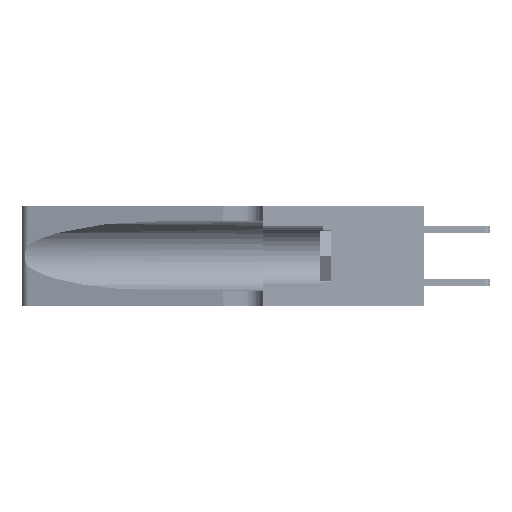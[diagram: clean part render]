
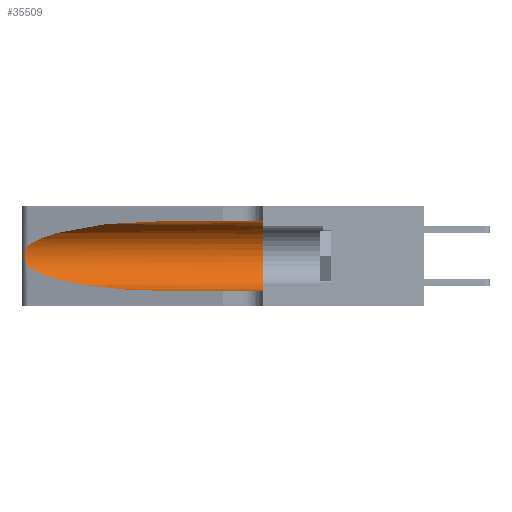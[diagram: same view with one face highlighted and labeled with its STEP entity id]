
A CAD part, left-side view. The second image highlights one B-rep face of the part: STEP entity #35509.
In plain terms, the highlighted cylindrical face has radius 3.308 mm (diameter 6.617 mm), a partial arc.
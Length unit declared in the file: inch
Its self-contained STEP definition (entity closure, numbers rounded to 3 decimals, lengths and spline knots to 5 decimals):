
#119 = CARTESIAN_POINT ( 'NONE',  ( 0.26017, 1.23833, 0.17102 ) ) ;
#814 = DIRECTION ( 'NONE',  ( 0., -1., 0. ) ) ;
#3154 = CARTESIAN_POINT ( 'NONE',  ( 0.25555, 1.22994, 0.2215 ) ) ;
#3298 = CARTESIAN_POINT ( 'NONE',  ( 0.25787, 1.23484, 0.2124 ) ) ;
#3332 = VECTOR ( 'NONE', #814, 39.37008 ) ;
#3462 = VERTEX_POINT ( 'NONE', #27984 ) ;
#4246 = VERTEX_POINT ( 'NONE', #19896 ) ;
#6438 = CARTESIAN_POINT ( 'NONE',  ( 0.25555, 1.22993, 0.14849 ) ) ;
#7797 = EDGE_CURVE ( 'NONE', #37470, #3462, #33267, .T. ) ;
#8646 = CARTESIAN_POINT ( 'NONE',  ( 0.25487, 1.22718, 0.14631 ) ) ;
#8844 = EDGE_CURVE ( 'NONE', #3462, #9418, #27031, .T. ) ;
#8992 = CARTESIAN_POINT ( 'NONE',  ( 0.1305, 0.72297, 0.31525 ) ) ;
#9418 = VERTEX_POINT ( 'NONE', #19347 ) ;
#9742 =( BOUNDED_CURVE ( )  B_SPLINE_CURVE ( 3, ( #40699, #17112, #27142, #24287 ),
 .UNSPECIFIED., .F., .F. ) 
 B_SPLINE_CURVE_WITH_KNOTS ( ( 4, 4 ),
 ( 1.5708, 2.84003 ),
 .UNSPECIFIED. ) 
 CURVE ( )  GEOMETRIC_REPRESENTATION_ITEM ( )  RATIONAL_B_SPLINE_CURVE ( ( 1., 0.87, 0.87, 1. ) ) 
 REPRESENTATION_ITEM ( '' )  );
#10891 = ORIENTED_EDGE ( 'NONE', *, *, #8844, .T. ) ;
#10936 = EDGE_CURVE ( 'NONE', #27603, #9418, #21554, .T. ) ;
#11257 = CARTESIAN_POINT ( 'NONE',  ( 0.1305, 1.61858, 0.31525 ) ) ;
#11920 = CARTESIAN_POINT ( 'NONE',  ( 0.25487, 1.22718, 0.14631 ) ) ;
#12138 = EDGE_CURVE ( 'NONE', #41866, #27603, #30008, .T. ) ;
#13022 = B_SPLINE_CURVE_WITH_KNOTS ( 'NONE', 3,
 ( #37280, #3154, #37424, #3298, #13272, #17125, #26861, #20577, #119, #23436, #34122, #34259, #6438, #24008 ),
 .UNSPECIFIED., .F., .F.,
 ( 4, 2, 2, 2, 2, 2, 4 ),
 ( 0., 0.00027, 0.00053, 0.00107, 0.0016, 0.00187, 0.00214 ),
 .UNSPECIFIED. ) ;
#13145 = FACE_OUTER_BOUND ( 'NONE', #37554, .T. ) ;
#13272 = CARTESIAN_POINT ( 'NONE',  ( 0.25854, 1.2359, 0.20912 ) ) ;
#13975 = DIRECTION ( 'NONE',  ( 0., -1., 0. ) ) ;
#15986 = ORIENTED_EDGE ( 'NONE', *, *, #7797, .T. ) ;
#17112 = CARTESIAN_POINT ( 'NONE',  ( 0.18966, 0.96281, 0.31525 ) ) ;
#17125 = CARTESIAN_POINT ( 'NONE',  ( 0.26018, 1.23835, 0.19895 ) ) ;
#17720 = AXIS2_PLACEMENT_3D ( 'NONE', #23875, #13975, #24738 ) ;
#18034 = ORIENTED_EDGE ( 'NONE', *, *, #10936, .F. ) ;
#18778 = CARTESIAN_POINT ( 'NONE',  ( 0.18966, 0.96281, 0.05475 ) ) ;
#19347 = CARTESIAN_POINT ( 'NONE',  ( 0.1305, 0.35, 0.05475 ) ) ;
#19896 = CARTESIAN_POINT ( 'NONE',  ( 0.25487, 1.22718, 0.22369 ) ) ;
#19973 = ORIENTED_EDGE ( 'NONE', *, *, #20069, .T. ) ;
#20069 = EDGE_CURVE ( 'NONE', #41866, #4246, #9742, .T. ) ;
#20577 = CARTESIAN_POINT ( 'NONE',  ( 0.26075, 1.23896, 0.178 ) ) ;
#21554 = CIRCLE ( 'NONE', #27896, 0.13025 ) ;
#23436 = CARTESIAN_POINT ( 'NONE',  ( 0.25856, 1.23593, 0.16098 ) ) ;
#23875 = CARTESIAN_POINT ( 'NONE',  ( 0.1305, 1.61858, 0.185 ) ) ;
#24008 = CARTESIAN_POINT ( 'NONE',  ( 0.25487, 1.22718, 0.14631 ) ) ;
#24287 = CARTESIAN_POINT ( 'NONE',  ( 0.25487, 1.22718, 0.22369 ) ) ;
#24346 = CYLINDRICAL_SURFACE ( 'NONE', #17720, 0.13025 ) ;
#24738 = DIRECTION ( 'NONE',  ( 0., 0., -1. ) ) ;
#26534 = CARTESIAN_POINT ( 'NONE',  ( 0.1305, 0.72297, 0.05475 ) ) ;
#26861 = CARTESIAN_POINT ( 'NONE',  ( 0.26075, 1.23896, 0.19203 ) ) ;
#27031 = LINE ( 'NONE', #39988, #37656 ) ;
#27142 = CARTESIAN_POINT ( 'NONE',  ( 0.2373, 1.15595, 0.28018 ) ) ;
#27603 = VERTEX_POINT ( 'NONE', #30681 ) ;
#27896 = AXIS2_PLACEMENT_3D ( 'NONE', #32532, #35493, #36104 ) ;
#27984 = CARTESIAN_POINT ( 'NONE',  ( 0.1305, 0.72297, 0.05475 ) ) ;
#30008 = LINE ( 'NONE', #11257, #3332 ) ;
#30681 = CARTESIAN_POINT ( 'NONE',  ( 0.1305, 0.35, 0.31525 ) ) ;
#32532 = CARTESIAN_POINT ( 'NONE',  ( 0.1305, 0.35, 0.185 ) ) ;
#32978 = DIRECTION ( 'NONE',  ( 0., -1., 0. ) ) ;
#33267 =( BOUNDED_CURVE ( )  B_SPLINE_CURVE ( 3, ( #8646, #35757, #18778, #26534 ),
 .UNSPECIFIED., .F., .T. ) 
 B_SPLINE_CURVE_WITH_KNOTS ( ( 4, 4 ),
 ( 3.44316, 4.71239 ),
 .UNSPECIFIED. ) 
 CURVE ( )  GEOMETRIC_REPRESENTATION_ITEM ( )  RATIONAL_B_SPLINE_CURVE ( ( 1., 0.87, 0.87, 1. ) ) 
 REPRESENTATION_ITEM ( '' )  );
#34122 = CARTESIAN_POINT ( 'NONE',  ( 0.25789, 1.23486, 0.15765 ) ) ;
#34259 = CARTESIAN_POINT ( 'NONE',  ( 0.25639, 1.23186, 0.15144 ) ) ;
#35409 = EDGE_CURVE ( 'NONE', #4246, #37470, #13022, .T. ) ;
#35493 = DIRECTION ( 'NONE',  ( 0., 1., 0. ) ) ;
#35509 = ADVANCED_FACE ( 'NONE', ( #13145 ), #24346, .F. ) ;
#35757 = CARTESIAN_POINT ( 'NONE',  ( 0.2373, 1.15595, 0.08982 ) ) ;
#36104 = DIRECTION ( 'NONE',  ( 0., 0., 1. ) ) ;
#37120 = ORIENTED_EDGE ( 'NONE', *, *, #35409, .T. ) ;
#37280 = CARTESIAN_POINT ( 'NONE',  ( 0.25487, 1.22718, 0.22369 ) ) ;
#37424 = CARTESIAN_POINT ( 'NONE',  ( 0.25639, 1.23184, 0.21858 ) ) ;
#37470 = VERTEX_POINT ( 'NONE', #11920 ) ;
#37554 = EDGE_LOOP ( 'NONE', ( #19973, #37120, #15986, #10891, #18034, #38655 ) ) ;
#37656 = VECTOR ( 'NONE', #32978, 39.37008 ) ;
#38655 = ORIENTED_EDGE ( 'NONE', *, *, #12138, .F. ) ;
#39988 = CARTESIAN_POINT ( 'NONE',  ( 0.1305, 1.61858, 0.05475 ) ) ;
#40699 = CARTESIAN_POINT ( 'NONE',  ( 0.1305, 0.72297, 0.31525 ) ) ;
#41866 = VERTEX_POINT ( 'NONE', #8992 ) ;
